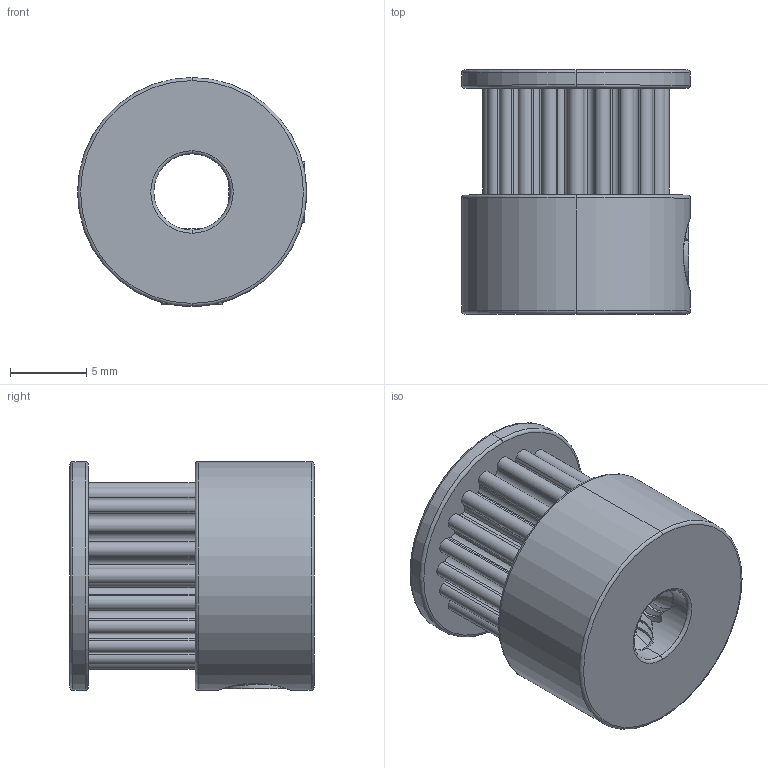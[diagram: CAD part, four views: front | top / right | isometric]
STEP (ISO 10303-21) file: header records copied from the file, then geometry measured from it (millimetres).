
FILE_DESCRIPTION (( 'STEP AP214' ), '1' );
FILE_NAME ('GT2 Pulley Assembly With Grub Screws.STEP', '2022-05-05T12:44:26', ( '' ), ( '' ), 'SwSTEP 2.0', 'SolidWorks 2022', '' );
FILE_SCHEMA (( 'AUTOMOTIVE_DESIGN' ));
Length unit declared in the file: millimetre
Products named in the file (3): GT2 Timing Pulley; GT2 Pulley Assembly With Grub Screws; M4 grub Screw
Assembly tree (3 placements, depth 2):
  GT2 Pulley Assembly With Grub Screws
    GT2 Timing Pulley
    M4 grub Screw  x2
Bounding box: 15 x 16 x 15 mm (x, y, z)
Volume: 1914.2 mm3; surface area: 1968.1 mm2
Topology: 3 solids, 3 shells, 270 faces, 750 edges, 488 vertices
Faces by surface type: cylinder 157, plane 69, bspline 26, torus 10, cone 8
Entity records: 14573 total; most frequent: CARTESIAN_POINT 8720, ORIENTED_EDGE 1326, DIRECTION 1117, EDGE_CURVE 663, VERTEX_POINT 434, AXIS2_PLACEMENT_3D 418, LINE 281, VECTOR 281
